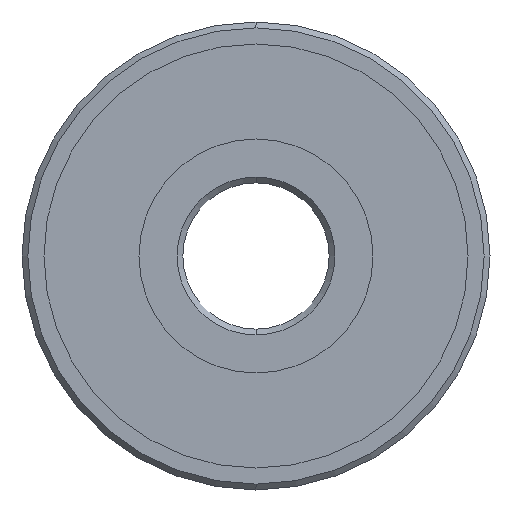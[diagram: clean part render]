
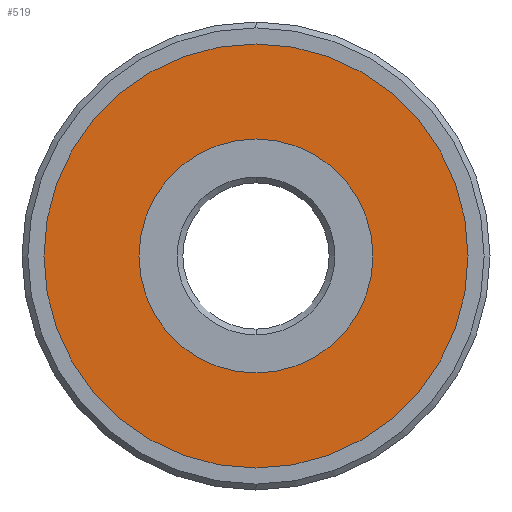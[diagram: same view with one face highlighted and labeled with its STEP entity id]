
A CAD part, left-side view. The second image highlights one B-rep face of the part: STEP entity #519.
In plain terms, the highlighted planar face has unit normal (-1, 0, 0).
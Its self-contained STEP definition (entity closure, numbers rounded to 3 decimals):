
#21 = ORIENTED_EDGE ( 'NONE', *, *, #629, .T. ) ;
#34 = CIRCLE ( 'NONE', #229, 7.25 ) ;
#61 = CARTESIAN_POINT ( 'NONE',  ( -2.3, 0., -7.25 ) ) ;
#82 = EDGE_CURVE ( 'NONE', #539, #509, #34, .T. ) ;
#102 = EDGE_CURVE ( 'NONE', #224, #666, #180, .T. ) ;
#106 = AXIS2_PLACEMENT_3D ( 'NONE', #324, #697, #376 ) ;
#112 = CIRCLE ( 'NONE', #106, 4. ) ;
#117 = ORIENTED_EDGE ( 'NONE', *, *, #102, .T. ) ;
#121 = ORIENTED_EDGE ( 'NONE', *, *, #82, .F. ) ;
#170 = CARTESIAN_POINT ( 'NONE',  ( -2.3, 0., 0. ) ) ;
#180 = CIRCLE ( 'NONE', #375, 4. ) ;
#207 = DIRECTION ( 'NONE',  ( 1., 0., 0. ) ) ;
#219 = EDGE_LOOP ( 'NONE', ( #711, #121 ) ) ;
#222 = AXIS2_PLACEMENT_3D ( 'NONE', #170, #561, #227 ) ;
#224 = VERTEX_POINT ( 'NONE', #492 ) ;
#227 = DIRECTION ( 'NONE',  ( 0., 0., -1. ) ) ;
#229 = AXIS2_PLACEMENT_3D ( 'NONE', #485, #383, #440 ) ;
#248 = EDGE_LOOP ( 'NONE', ( #117, #21 ) ) ;
#269 = DIRECTION ( 'NONE',  ( 0., 0., -1. ) ) ;
#270 = CARTESIAN_POINT ( 'NONE',  ( -2.3, 0., -4. ) ) ;
#278 = CARTESIAN_POINT ( 'NONE',  ( -2.3, 0., 0. ) ) ;
#324 = CARTESIAN_POINT ( 'NONE',  ( -2.3, 0., 0. ) ) ;
#375 = AXIS2_PLACEMENT_3D ( 'NONE', #278, #207, #269 ) ;
#376 = DIRECTION ( 'NONE',  ( 0., 0., -1. ) ) ;
#383 = DIRECTION ( 'NONE',  ( 1., 0., 0. ) ) ;
#385 = FACE_BOUND ( 'NONE', #248, .T. ) ;
#409 = PLANE ( 'NONE',  #579 ) ;
#440 = DIRECTION ( 'NONE',  ( 0., 0., -1. ) ) ;
#463 = DIRECTION ( 'NONE',  ( 0., 0., -1. ) ) ;
#485 = CARTESIAN_POINT ( 'NONE',  ( -2.3, 0., 0. ) ) ;
#492 = CARTESIAN_POINT ( 'NONE',  ( -2.3, 0., 4. ) ) ;
#509 = VERTEX_POINT ( 'NONE', #723 ) ;
#519 = ADVANCED_FACE ( 'NONE', ( #545, #385 ), #409, .T. ) ;
#539 = VERTEX_POINT ( 'NONE', #61 ) ;
#545 = FACE_OUTER_BOUND ( 'NONE', #219, .T. ) ;
#561 = DIRECTION ( 'NONE',  ( 1., 0., 0. ) ) ;
#579 = AXIS2_PLACEMENT_3D ( 'NONE', #669, #619, #463 ) ;
#619 = DIRECTION ( 'NONE',  ( -1., 0., 0. ) ) ;
#629 = EDGE_CURVE ( 'NONE', #666, #224, #112, .T. ) ;
#631 = CIRCLE ( 'NONE', #222, 7.25 ) ;
#666 = VERTEX_POINT ( 'NONE', #270 ) ;
#669 = CARTESIAN_POINT ( 'NONE',  ( -2.3, 0., 0. ) ) ;
#697 = DIRECTION ( 'NONE',  ( 1., 0., 0. ) ) ;
#698 = EDGE_CURVE ( 'NONE', #509, #539, #631, .T. ) ;
#711 = ORIENTED_EDGE ( 'NONE', *, *, #698, .F. ) ;
#723 = CARTESIAN_POINT ( 'NONE',  ( -2.3, 0., 7.25 ) ) ;
